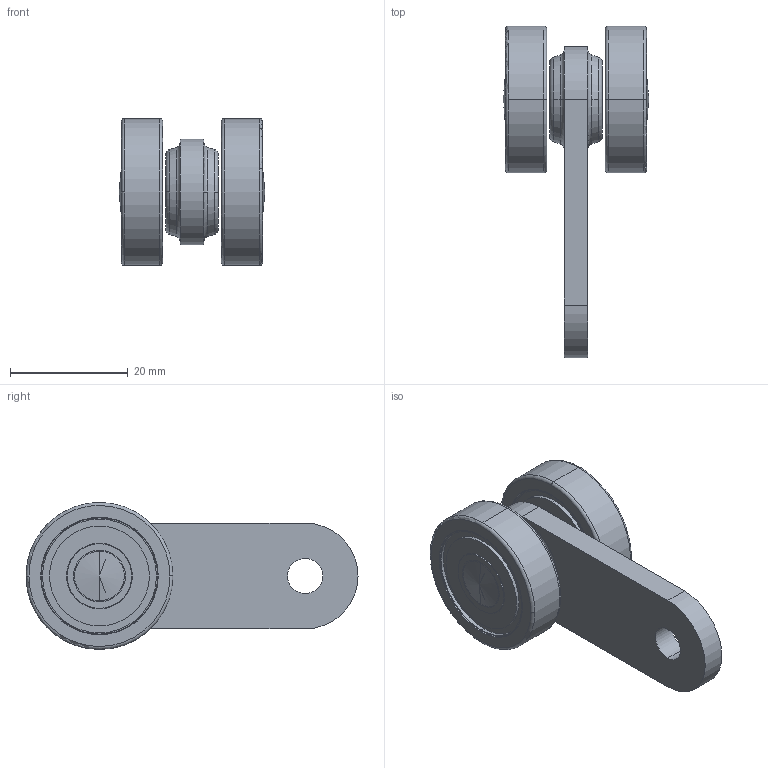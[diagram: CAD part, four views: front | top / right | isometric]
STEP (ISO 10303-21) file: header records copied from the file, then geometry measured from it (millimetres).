
FILE_DESCRIPTION (( 'STEP AP214' ), '1' );
FILE_NAME ('0020563.step', '2023-04-03T13:15:26', ( '' ), ( '' ), 'SwSTEP 2.0', 'SolidWorks 2020', '' );
FILE_SCHEMA (( 'AUTOMOTIVE_DESIGN' ));
Length unit declared in the file: inch
Products named in the file (1): 0020563
Bounding box: 24.8 x 56.5 x 25 mm (x, y, z)
Surface area: 5925.3 mm2 (no closed solid volume)
Topology: 0 solids, 11 shells, 100 faces, 238 edges, 162 vertices
Faces by surface type: cylinder 48, plane 28, torus 16, cone 8
Entity records: 6319 total; most frequent: CARTESIAN_POINT 2596, DIRECTION 558, ORIENTED_EDGE 428, AXIS2_PLACEMENT_3D 248, EDGE_CURVE 234, VERTEX_POINT 162, CIRCLE 147, EDGE_LOOP 128
